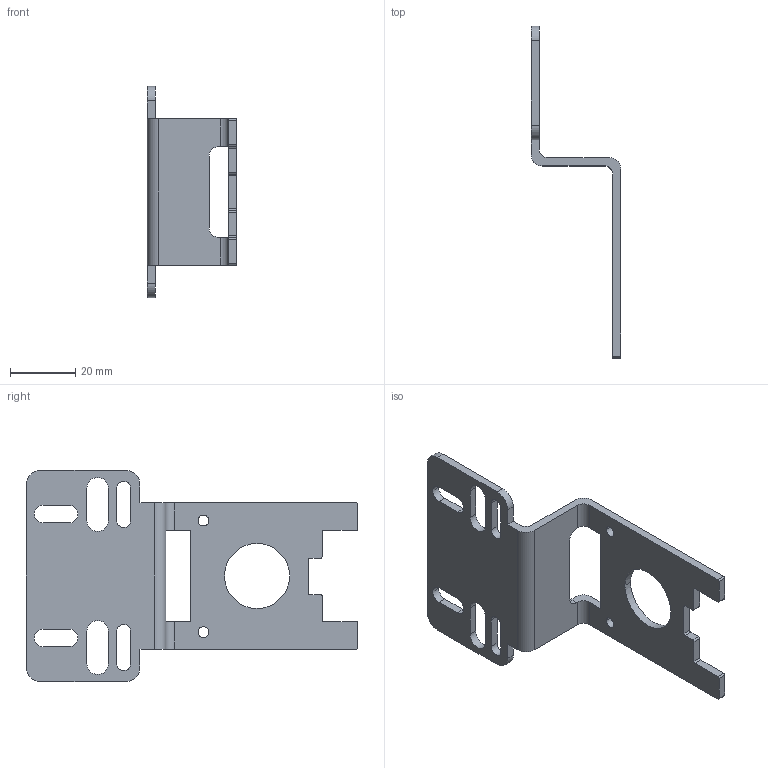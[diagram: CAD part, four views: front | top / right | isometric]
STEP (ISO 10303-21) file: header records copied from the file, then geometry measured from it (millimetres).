
FILE_DESCRIPTION (( 'STEP AP214' ), '1' );
FILE_NAME ('KN-KBW1R.STEP', '2018-08-28T09:40:38', ( '' ), ( '' ), 'SwSTEP 2.0', 'SolidWorks 2018', '' );
FILE_SCHEMA (( 'AUTOMOTIVE_DESIGN' ));
Length unit declared in the file: millimetre
Products named in the file (1): KN-KBW1R
Bounding box: 27.5 x 102 x 65 mm (x, y, z)
Volume: 11974.2 mm3; surface area: 11444.6 mm2
Topology: 1 solids, 1 shells, 80 faces, 240 edges, 160 vertices
Faces by surface type: cylinder 42, plane 38
Entity records: 2802 total; most frequent: DIRECTION 486, CARTESIAN_POINT 481, ORIENTED_EDGE 480, EDGE_CURVE 240, AXIS2_PLACEMENT_3D 165, VERTEX_POINT 160, LINE 156, VECTOR 156
